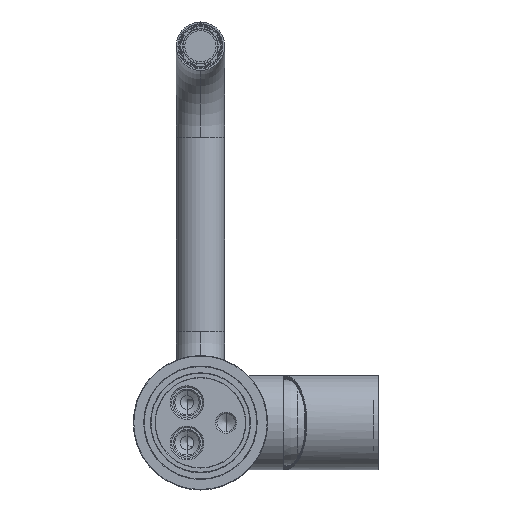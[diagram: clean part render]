
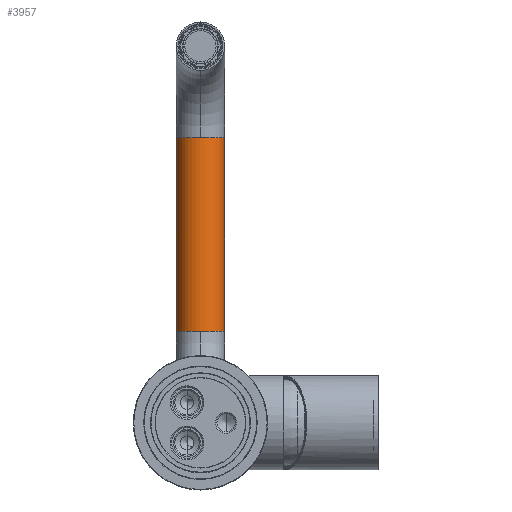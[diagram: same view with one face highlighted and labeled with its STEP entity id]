
A CAD part, front view. The second image highlights one B-rep face of the part: STEP entity #3957.
In plain terms, the highlighted cylindrical face has radius 9 mm (diameter 18 mm), a partial arc.
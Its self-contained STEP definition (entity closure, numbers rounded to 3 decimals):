
#136 = VERTEX_POINT ( 'NONE', #8627 ) ;
#257 = VERTEX_POINT ( 'NONE', #2321 ) ;
#605 = EDGE_CURVE ( 'NONE', #5873, #9976, #11918, .T. ) ;
#937 = CARTESIAN_POINT ( 'NONE',  ( -69.273, 0., -9. ) ) ;
#1079 = AXIS2_PLACEMENT_3D ( 'NONE', #11068, #11128, #12063 ) ;
#1473 = ORIENTED_EDGE ( 'NONE', *, *, #5400, .F. ) ;
#1477 = DIRECTION ( 'NONE',  ( 1., 0., 0. ) ) ;
#1889 = ORIENTED_EDGE ( 'NONE', *, *, #2753, .F. ) ;
#2321 = CARTESIAN_POINT ( 'NONE',  ( 2.727, 0., 9. ) ) ;
#2359 = DIRECTION ( 'NONE',  ( 1., 0., 0. ) ) ;
#2658 = CARTESIAN_POINT ( 'NONE',  ( -69.273, 0., 9. ) ) ;
#2665 = VECTOR ( 'NONE', #3664, 1000. ) ;
#2745 = CIRCLE ( 'NONE', #3747, 9. ) ;
#2753 = EDGE_CURVE ( 'NONE', #136, #4249, #9113, .T. ) ;
#2835 = EDGE_CURVE ( 'NONE', #11589, #4249, #12187, .T. ) ;
#3232 = DIRECTION ( 'NONE',  ( 0., 0., -1. ) ) ;
#3455 = DIRECTION ( 'NONE',  ( 1., 0., 0. ) ) ;
#3648 = EDGE_CURVE ( 'NONE', #257, #136, #2745, .T. ) ;
#3664 = DIRECTION ( 'NONE',  ( 1., 0., 0. ) ) ;
#3747 = AXIS2_PLACEMENT_3D ( 'NONE', #7814, #12389, #11691 ) ;
#3957 = ADVANCED_FACE ( 'NONE', ( #7994 ), #8052, .T. ) ;
#4249 = VERTEX_POINT ( 'NONE', #4937 ) ;
#4487 = CARTESIAN_POINT ( 'NONE',  ( -69.273, 0., -9. ) ) ;
#4937 = CARTESIAN_POINT ( 'NONE',  ( 2.727, 0., -9. ) ) ;
#5380 = DIRECTION ( 'NONE',  ( 0., 1., 0. ) ) ;
#5400 = EDGE_CURVE ( 'NONE', #5873, #257, #6607, .T. ) ;
#5495 = EDGE_LOOP ( 'NONE', ( #1473, #7403, #9548, #6655, #1889, #11281 ) ) ;
#5873 = VERTEX_POINT ( 'NONE', #8397 ) ;
#5935 = AXIS2_PLACEMENT_3D ( 'NONE', #11808, #9994, #3232 ) ;
#6607 = LINE ( 'NONE', #2658, #2665 ) ;
#6655 = ORIENTED_EDGE ( 'NONE', *, *, #2835, .T. ) ;
#7403 = ORIENTED_EDGE ( 'NONE', *, *, #605, .T. ) ;
#7508 = AXIS2_PLACEMENT_3D ( 'NONE', #12048, #2359, #12108 ) ;
#7814 = CARTESIAN_POINT ( 'NONE',  ( 2.727, 0., 0. ) ) ;
#7994 = FACE_OUTER_BOUND ( 'NONE', #5495, .T. ) ;
#8052 = CYLINDRICAL_SURFACE ( 'NONE', #5935, 9. ) ;
#8397 = CARTESIAN_POINT ( 'NONE',  ( -69.273, 0., 9. ) ) ;
#8627 = CARTESIAN_POINT ( 'NONE',  ( 2.727, -9., 0. ) ) ;
#9113 = CIRCLE ( 'NONE', #1079, 9. ) ;
#9292 = VECTOR ( 'NONE', #1477, 1000. ) ;
#9548 = ORIENTED_EDGE ( 'NONE', *, *, #9922, .T. ) ;
#9922 = EDGE_CURVE ( 'NONE', #9976, #11589, #11675, .T. ) ;
#9976 = VERTEX_POINT ( 'NONE', #11160 ) ;
#9994 = DIRECTION ( 'NONE',  ( 1., 0., 0. ) ) ;
#11036 = CARTESIAN_POINT ( 'NONE',  ( -69.273, 0., 0. ) ) ;
#11068 = CARTESIAN_POINT ( 'NONE',  ( 2.727, 0., 0. ) ) ;
#11083 = AXIS2_PLACEMENT_3D ( 'NONE', #11036, #3455, #5380 ) ;
#11128 = DIRECTION ( 'NONE',  ( 1., 0., 0. ) ) ;
#11160 = CARTESIAN_POINT ( 'NONE',  ( -69.273, -9., 0. ) ) ;
#11281 = ORIENTED_EDGE ( 'NONE', *, *, #3648, .F. ) ;
#11589 = VERTEX_POINT ( 'NONE', #937 ) ;
#11675 = CIRCLE ( 'NONE', #11083, 9. ) ;
#11691 = DIRECTION ( 'NONE',  ( 0., 1., 0. ) ) ;
#11808 = CARTESIAN_POINT ( 'NONE',  ( -69.273, 0., 0. ) ) ;
#11918 = CIRCLE ( 'NONE', #7508, 9. ) ;
#12048 = CARTESIAN_POINT ( 'NONE',  ( -69.273, 0., 0. ) ) ;
#12063 = DIRECTION ( 'NONE',  ( 0., 1., 0. ) ) ;
#12108 = DIRECTION ( 'NONE',  ( 0., 1., 0. ) ) ;
#12187 = LINE ( 'NONE', #4487, #9292 ) ;
#12389 = DIRECTION ( 'NONE',  ( 1., 0., 0. ) ) ;
